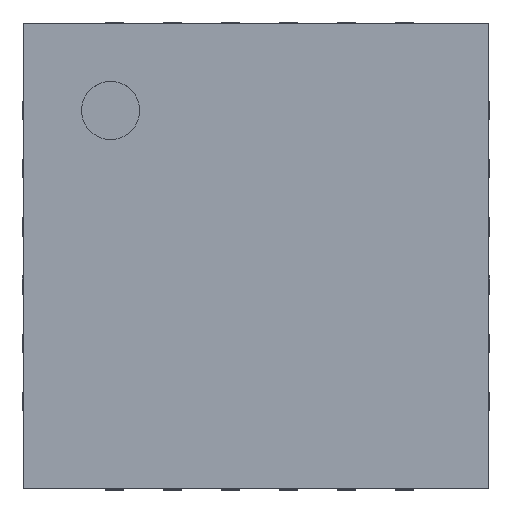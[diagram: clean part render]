
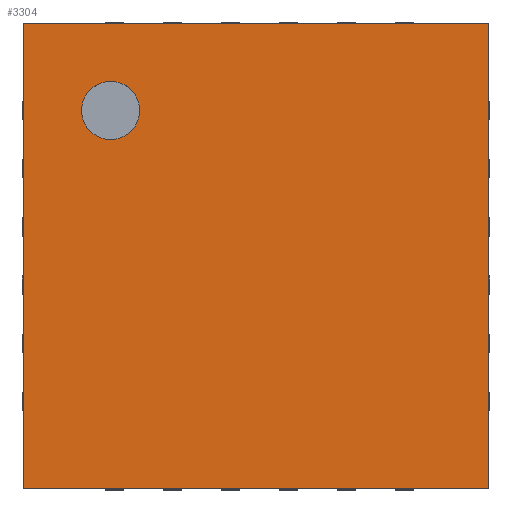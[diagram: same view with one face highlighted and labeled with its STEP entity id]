
A CAD part, top view. The second image highlights one B-rep face of the part: STEP entity #3304.
In plain terms, the highlighted planar face has unit normal (0, 0, 1).
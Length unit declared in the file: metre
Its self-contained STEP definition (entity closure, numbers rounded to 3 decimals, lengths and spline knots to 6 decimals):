
#21=CIRCLE('',#4426,0.00025);
#380=ORIENTED_EDGE('',*,*,#1185,.F.);
#381=ORIENTED_EDGE('',*,*,#1162,.F.);
#382=ORIENTED_EDGE('',*,*,#1139,.T.);
#383=ORIENTED_EDGE('',*,*,#1160,.T.);
#384=ORIENTED_EDGE('',*,*,#1181,.F.);
#1139=EDGE_CURVE('',#1564,#1563,#1908,.T.);
#1160=EDGE_CURVE('',#1563,#1577,#1929,.T.);
#1162=EDGE_CURVE('',#1564,#1579,#1931,.T.);
#1181=EDGE_CURVE('',#1579,#1577,#1950,.T.);
#1185=EDGE_CURVE('',#1593,#1593,#21,.T.);
#1563=VERTEX_POINT('',#5715);
#1564=VERTEX_POINT('',#5717);
#1577=VERTEX_POINT('',#5751);
#1579=VERTEX_POINT('',#5757);
#1593=VERTEX_POINT('',#5796);
#1908=LINE('',#5716,#2367);
#1929=LINE('',#5752,#2388);
#1931=LINE('',#5756,#2390);
#1950=LINE('',#5788,#2409);
#2367=VECTOR('',#4810,1.);
#2388=VECTOR('',#4833,1.);
#2390=VECTOR('',#4837,1.);
#2409=VECTOR('',#4858,1.);
#2668=EDGE_LOOP('',(#380));
#2669=EDGE_LOOP('',(#381,#382,#383,#384));
#2829=FACE_BOUND('',#2668,.T.);
#2830=FACE_BOUND('',#2669,.T.);
#2989=PLANE('',#4425);
#3304=ADVANCED_FACE('',(#2829,#2830),#2989,.T.);
#4425=AXIS2_PLACEMENT_3D('',#5794,#4862,#4863);
#4426=AXIS2_PLACEMENT_3D('',#5795,#4864,#4865);
#4810=DIRECTION('',(-1.,0.,0.));
#4833=DIRECTION('',(0.,-1.,0.));
#4837=DIRECTION('',(0.,-1.,0.));
#4858=DIRECTION('',(-1.,0.,0.));
#4862=DIRECTION('',(0.,0.,1.));
#4863=DIRECTION('',(1.,0.,0.));
#4864=DIRECTION('',(0.,0.,1.));
#4865=DIRECTION('',(1.,0.,0.));
#5715=CARTESIAN_POINT('',(-0.002,0.002,0.001));
#5716=CARTESIAN_POINT('',(0.,0.002,0.001));
#5717=CARTESIAN_POINT('',(0.002,0.002,0.001));
#5751=CARTESIAN_POINT('',(-0.002,-0.002,0.001));
#5752=CARTESIAN_POINT('',(-0.002,0.,0.001));
#5756=CARTESIAN_POINT('',(0.002,0.,0.001));
#5757=CARTESIAN_POINT('',(0.002,-0.002,0.001));
#5788=CARTESIAN_POINT('',(0.,-0.002,0.001));
#5794=CARTESIAN_POINT('',(0.,0.,0.001));
#5795=CARTESIAN_POINT('',(-0.00125,0.00125,0.001));
#5796=CARTESIAN_POINT('',(-0.001,0.00125,0.001));
